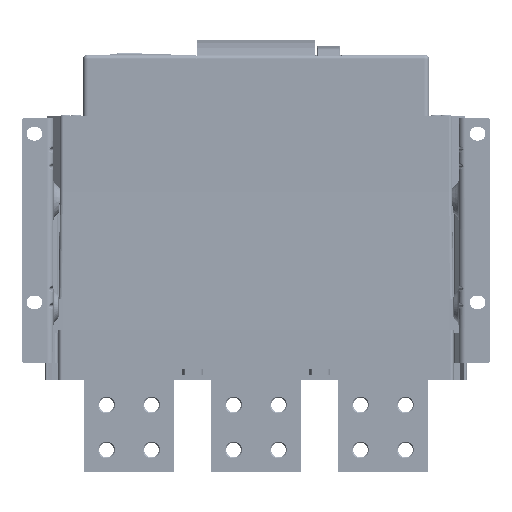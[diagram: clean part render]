
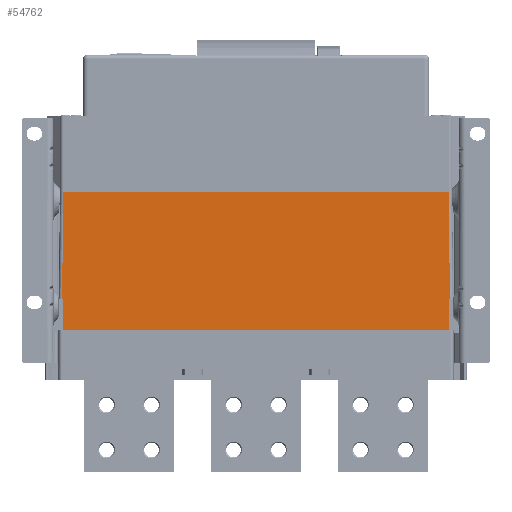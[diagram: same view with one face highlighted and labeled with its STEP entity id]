
A CAD part, front view. The second image highlights one B-rep face of the part: STEP entity #54762.
In plain terms, the highlighted planar face has unit normal (0, -1, 0.008).
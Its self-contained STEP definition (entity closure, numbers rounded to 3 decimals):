
#48414=CIRCLE('',#153011,3.);
#54762=ADVANCED_FACE('',(#65088),#60345,.T.);
#60345=PLANE('',#156323);
#65088=FACE_OUTER_BOUND('',#71318,.T.);
#71318=EDGE_LOOP('',(#88620,#88621,#88622,#88623,#88624,#88625,#88626,#88627,
#88628));
#88620=ORIENTED_EDGE('',*,*,#122932,.F.);
#88621=ORIENTED_EDGE('',*,*,#120961,.F.);
#88622=ORIENTED_EDGE('',*,*,#116964,.T.);
#88623=ORIENTED_EDGE('',*,*,#116963,.F.);
#88624=ORIENTED_EDGE('',*,*,#122877,.T.);
#88625=ORIENTED_EDGE('',*,*,#118850,.T.);
#88626=ORIENTED_EDGE('',*,*,#118342,.T.);
#88627=ORIENTED_EDGE('',*,*,#122882,.T.);
#88628=ORIENTED_EDGE('',*,*,#122920,.T.);
#107139=VERTEX_POINT('',#196820);
#107141=VERTEX_POINT('',#196826);
#107147=VERTEX_POINT('',#196838);
#108125=VERTEX_POINT('',#200013);
#108126=VERTEX_POINT('',#200014);
#108131=VERTEX_POINT('',#200027);
#109802=VERTEX_POINT('',#206676);
#110965=VERTEX_POINT('',#210655);
#110985=VERTEX_POINT('',#210724);
#116963=EDGE_CURVE('',#107147,#107141,#132098,.T.);
#116964=EDGE_CURVE('',#107139,#107141,#132099,.T.);
#118342=EDGE_CURVE('',#108125,#108126,#48414,.T.);
#118850=EDGE_CURVE('',#108131,#108125,#133367,.T.);
#120961=EDGE_CURVE('',#107139,#109802,#134705,.T.);
#122877=EDGE_CURVE('',#107147,#108131,#135960,.T.);
#122882=EDGE_CURVE('',#108126,#110965,#135963,.T.);
#122920=EDGE_CURVE('',#110965,#110985,#135994,.T.);
#122932=EDGE_CURVE('',#109802,#110985,#136004,.T.);
#132098=LINE('',#196839,#142172);
#132099=LINE('',#196841,#142173);
#133367=LINE('',#201190,#143444);
#134705=LINE('',#206675,#144782);
#135960=LINE('',#210648,#146037);
#135963=LINE('',#210657,#146040);
#135994=LINE('',#210725,#146071);
#136004=LINE('',#210752,#146081);
#142172=VECTOR('',#163848,1.);
#142173=VECTOR('',#163851,1.);
#143444=VECTOR('',#167682,1.);
#144782=VECTOR('',#172190,1.);
#146037=VECTOR('',#176315,1.);
#146040=VECTOR('',#176326,1.);
#146071=VECTOR('',#176393,1.);
#146081=VECTOR('',#176425,1.);
#153011=AXIS2_PLACEMENT_3D('',#200012,#166721,#166722);
#156323=AXIS2_PLACEMENT_3D('',#210753,#176426,#176427);
#163848=DIRECTION('',(-1.,0.,0.));
#163851=DIRECTION('',(0.,0.008,1.));
#166721=DIRECTION('',(0.,0.,-1.));
#166722=DIRECTION('',(-1.,0.,0.));
#167682=DIRECTION('',(-1.,0.,0.));
#172190=DIRECTION('',(-1.,0.,0.));
#176315=DIRECTION('',(-0.012,0.008,1.));
#176326=DIRECTION('',(-0.012,-0.008,-1.));
#176393=DIRECTION('',(1.,0.,0.));
#176425=DIRECTION('',(0.,0.008,1.));
#176426=DIRECTION('',(0.,-1.,0.008));
#176427=DIRECTION('',(0.,0.008,1.));
#196820=CARTESIAN_POINT('',(-221.5,-22.5,-347.));
#196826=CARTESIAN_POINT('',(-221.5,-22.28,-320.));
#196838=CARTESIAN_POINT('',(-220.329,-22.28,-320.));
#196839=CARTESIAN_POINT('',(-449.5,-22.28,-320.));
#196841=CARTESIAN_POINT('',(-221.5,-22.5,-347.));
#200012=CARTESIAN_POINT('',(-564.5,-18.5,-224.));
#200013=CARTESIAN_POINT('',(-564.5,-21.5,-224.));
#200014=CARTESIAN_POINT('',(-564.5,-21.5,-224.));
#200027=CARTESIAN_POINT('',(-221.5,-21.5,-224.));
#201190=CARTESIAN_POINT('',(-105.5,-21.5,-224.));
#206675=CARTESIAN_POINT('',(-692.,-22.5,-347.));
#206676=CARTESIAN_POINT('',(-564.5,-22.5,-347.));
#210648=CARTESIAN_POINT('',(-220.034,-22.477,-344.202));
#210655=CARTESIAN_POINT('',(-565.671,-22.28,-320.));
#210657=CARTESIAN_POINT('',(-565.671,-22.281,-320.037));
#210724=CARTESIAN_POINT('',(-564.5,-22.28,-320.));
#210725=CARTESIAN_POINT('',(-573.5,-22.28,-320.));
#210752=CARTESIAN_POINT('',(-564.5,-22.492,-345.988));
#210753=CARTESIAN_POINT('',(-449.5,-22.5,-347.));
